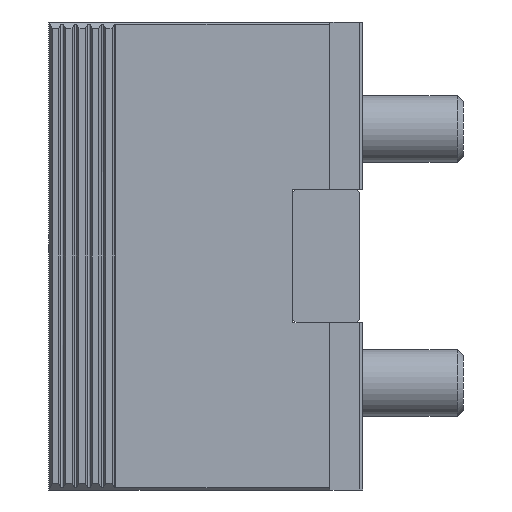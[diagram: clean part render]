
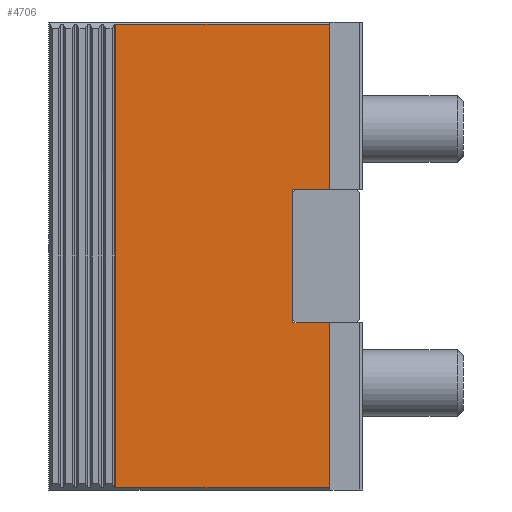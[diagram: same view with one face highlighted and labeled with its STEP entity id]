
A CAD part, left-side view. The second image highlights one B-rep face of the part: STEP entity #4706.
In plain terms, the highlighted planar face has unit normal (-1, 0, 0).
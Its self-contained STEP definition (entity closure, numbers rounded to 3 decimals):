
#190=PLANE('',#5026);
#389=FACE_OUTER_BOUND('',#642,.T.);
#642=EDGE_LOOP('',(#3398,#3399,#3400,#3401,#3402,#3403,#3404,#3405,#3406,
#3407,#3408,#3409));
#916=LINE('',#6951,#1396);
#920=LINE('',#6958,#1400);
#924=LINE('',#6966,#1404);
#928=LINE('',#6973,#1408);
#933=LINE('',#6984,#1413);
#943=LINE('',#7009,#1423);
#959=LINE('',#7038,#1439);
#968=LINE('',#7058,#1448);
#969=LINE('',#7060,#1449);
#970=LINE('',#7062,#1450);
#971=LINE('',#7064,#1451);
#972=LINE('',#7065,#1452);
#1396=VECTOR('',#5611,10.);
#1400=VECTOR('',#5617,10.);
#1404=VECTOR('',#5621,10.);
#1408=VECTOR('',#5627,10.);
#1413=VECTOR('',#5634,10.);
#1423=VECTOR('',#5658,10.);
#1439=VECTOR('',#5688,10.);
#1448=VECTOR('',#5701,10.);
#1449=VECTOR('',#5702,10.);
#1450=VECTOR('',#5703,10.);
#1451=VECTOR('',#5704,10.);
#1452=VECTOR('',#5705,10.);
#2001=VERTEX_POINT('',#6948);
#2002=VERTEX_POINT('',#6950);
#2004=VERTEX_POINT('',#6957);
#2007=VERTEX_POINT('',#6963);
#2008=VERTEX_POINT('',#6965);
#2010=VERTEX_POINT('',#6971);
#2014=VERTEX_POINT('',#6982);
#2015=VERTEX_POINT('',#6983);
#2038=VERTEX_POINT('',#7057);
#2039=VERTEX_POINT('',#7059);
#2040=VERTEX_POINT('',#7061);
#2041=VERTEX_POINT('',#7063);
#2493=EDGE_CURVE('',#2001,#2002,#916,.T.);
#2497=EDGE_CURVE('',#2002,#2004,#920,.T.);
#2501=EDGE_CURVE('',#2007,#2008,#924,.T.);
#2505=EDGE_CURVE('',#2010,#2001,#928,.T.);
#2510=EDGE_CURVE('',#2014,#2015,#933,.T.);
#2523=EDGE_CURVE('',#2004,#2007,#943,.T.);
#2539=EDGE_CURVE('',#2008,#2014,#959,.T.);
#2549=EDGE_CURVE('',#2038,#2010,#968,.T.);
#2550=EDGE_CURVE('',#2039,#2038,#969,.T.);
#2551=EDGE_CURVE('',#2040,#2039,#970,.T.);
#2552=EDGE_CURVE('',#2041,#2040,#971,.T.);
#2553=EDGE_CURVE('',#2015,#2041,#972,.T.);
#3398=ORIENTED_EDGE('',*,*,#2505,.F.);
#3399=ORIENTED_EDGE('',*,*,#2549,.F.);
#3400=ORIENTED_EDGE('',*,*,#2550,.F.);
#3401=ORIENTED_EDGE('',*,*,#2551,.F.);
#3402=ORIENTED_EDGE('',*,*,#2552,.F.);
#3403=ORIENTED_EDGE('',*,*,#2553,.F.);
#3404=ORIENTED_EDGE('',*,*,#2510,.F.);
#3405=ORIENTED_EDGE('',*,*,#2539,.F.);
#3406=ORIENTED_EDGE('',*,*,#2501,.F.);
#3407=ORIENTED_EDGE('',*,*,#2523,.F.);
#3408=ORIENTED_EDGE('',*,*,#2497,.F.);
#3409=ORIENTED_EDGE('',*,*,#2493,.F.);
#4706=ADVANCED_FACE('',(#389),#190,.F.);
#5026=AXIS2_PLACEMENT_3D('',#7056,#5699,#5700);
#5611=DIRECTION('',(0.,1.,0.));
#5617=DIRECTION('',(0.,0.,-1.));
#5621=DIRECTION('',(0.,0.,-1.));
#5627=DIRECTION('',(0.,1.,0.));
#5634=DIRECTION('',(0.,-1.,0.));
#5658=DIRECTION('',(0.,0.,-1.));
#5688=DIRECTION('',(0.,-1.,0.));
#5699=DIRECTION('center_axis',(1.,0.,0.));
#5700=DIRECTION('ref_axis',(0.,-1.,0.));
#5701=DIRECTION('',(0.,0.,-1.));
#5702=DIRECTION('',(0.,-1.,0.));
#5703=DIRECTION('',(0.,0.,1.));
#5704=DIRECTION('',(0.,1.,0.));
#5705=DIRECTION('',(0.,0.,-1.));
#6948=CARTESIAN_POINT('',(0.7,5.,45.));
#6950=CARTESIAN_POINT('',(0.7,5.5,45.));
#6951=CARTESIAN_POINT('',(0.7,18.75,45.));
#6957=CARTESIAN_POINT('',(0.7,5.5,44.5));
#6958=CARTESIAN_POINT('',(0.7,5.5,47.5));
#6963=CARTESIAN_POINT('',(0.7,5.5,25.5));
#6965=CARTESIAN_POINT('',(0.7,5.5,25.));
#6966=CARTESIAN_POINT('',(0.7,5.5,47.5));
#6971=CARTESIAN_POINT('',(0.7,0.,45.));
#6973=CARTESIAN_POINT('',(0.7,18.75,45.));
#6982=CARTESIAN_POINT('',(0.7,5.,25.));
#6983=CARTESIAN_POINT('',(0.7,0.,25.));
#6984=CARTESIAN_POINT('',(0.7,13.5,25.));
#7009=CARTESIAN_POINT('',(0.7,5.5,47.5));
#7038=CARTESIAN_POINT('',(0.7,13.5,25.));
#7056=CARTESIAN_POINT('Origin',(0.7,32.,70.));
#7057=CARTESIAN_POINT('',(0.7,0.,69.7));
#7058=CARTESIAN_POINT('',(0.7,0.,35.));
#7059=CARTESIAN_POINT('',(0.7,32.,69.7));
#7060=CARTESIAN_POINT('',(0.7,20.204,69.7));
#7061=CARTESIAN_POINT('',(0.7,32.,0.3));
#7062=CARTESIAN_POINT('',(0.7,32.,70.));
#7063=CARTESIAN_POINT('',(0.7,0.,0.3));
#7064=CARTESIAN_POINT('',(0.7,20.204,0.3));
#7065=CARTESIAN_POINT('',(0.7,0.,35.));
